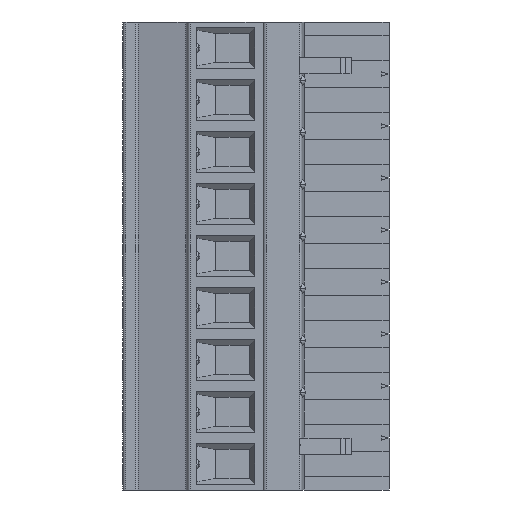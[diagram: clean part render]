
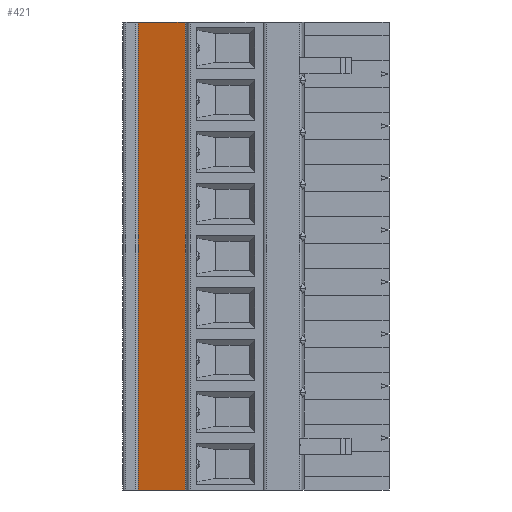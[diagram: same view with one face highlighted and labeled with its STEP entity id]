
A CAD part, left-side view. The second image highlights one B-rep face of the part: STEP entity #421.
In plain terms, the highlighted planar face has unit normal (-0.966, 0.259, 0).
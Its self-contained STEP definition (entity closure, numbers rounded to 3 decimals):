
#421=ADVANCED_FACE('',(#1291),#1292,.T.);
#1291=FACE_OUTER_BOUND('',#2309,.T.);
#1292=PLANE('',#2310);
#2309=EDGE_LOOP('',(#5278,#5279,#5280,#5281));
#2310=AXIS2_PLACEMENT_3D('',#5282,#5283,#5284);
#5278=ORIENTED_EDGE('',*,*,#6588,.F.);
#5279=ORIENTED_EDGE('',*,*,#6532,.F.);
#5280=ORIENTED_EDGE('',*,*,#7437,.F.);
#5281=ORIENTED_EDGE('',*,*,#7498,.F.);
#5282=CARTESIAN_POINT('',(-5.265,16.2,-43.18));
#5283=DIRECTION('',(-0.966,0.259,0.));
#5284=DIRECTION('',(0.,0.0,1.0));
#6532=EDGE_CURVE('',#7830,#7832,#7833,.T.);
#6588=EDGE_CURVE('',#7832,#7930,#7931,.T.);
#7437=EDGE_CURVE('',#9358,#7830,#9359,.T.);
#7498=EDGE_CURVE('',#7930,#9358,#9449,.T.);
#7830=VERTEX_POINT('',#9909);
#7832=VERTEX_POINT('',#9912);
#7833=LINE('',#9913,#9914);
#7930=VERTEX_POINT('',#10049);
#7931=LINE('',#10050,#10051);
#9358=VERTEX_POINT('',#12482);
#9359=LINE('',#12483,#12484);
#9449=LINE('',#12618,#12619);
#9909=CARTESIAN_POINT('',(-5.265,16.2,0.));
#9912=CARTESIAN_POINT('',(-6.492,11.622,0.));
#9913=CARTESIAN_POINT('',(-19.049,-35.243,0.));
#9914=VECTOR('',#13494,1.0);
#10049=CARTESIAN_POINT('',(-6.492,11.622,-45.72));
#10050=CARTESIAN_POINT('',(-6.492,11.622,-43.18));
#10051=VECTOR('',#13584,1.0);
#12482=CARTESIAN_POINT('',(-5.265,16.2,-45.72));
#12483=CARTESIAN_POINT('',(-5.265,16.2,-33.02));
#12484=VECTOR('',#14982,1.0);
#12618=CARTESIAN_POINT('',(-19.049,-35.243,-45.72));
#12619=VECTOR('',#15075,1.0);
#13494=DIRECTION('',(-0.259,-0.966,0.));
#13584=DIRECTION('',(0.,0.0,-1.0));
#14982=DIRECTION('',(0.,0.0,1.0));
#15075=DIRECTION('',(0.259,0.966,0.));
